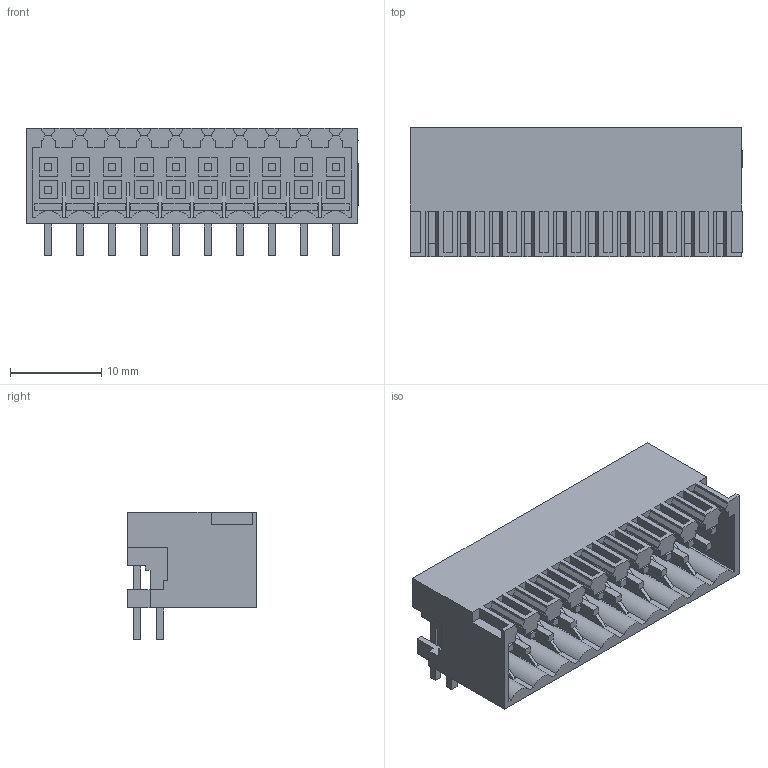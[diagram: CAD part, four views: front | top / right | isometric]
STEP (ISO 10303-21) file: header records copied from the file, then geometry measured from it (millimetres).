
FILE_DESCRIPTION(('CATIA V5 STEP Exchange','CAx-IF Rec.Pracs.--- Model Styling and Organization---1.4--- 2014-01-23'),'2;1');
FILE_NAME ('D1455066_0_1728060000_1728060000.stp','2019-02-21T15:25:42+00:00',('none'),('Weidmueller'),'CATIA Version 5-6 Release 2016 SP3 HF44','CATIA V5 STEP AP214','none');
FILE_SCHEMA(('AUTOMOTIVE_DESIGN { 1 0 10303 214 1 1 1 1 }'));
Length unit declared in the file: millimetre
Products named in the file (1): 1728060000
Bounding box: 36.4 x 14.2 x 14 mm (x, y, z)
Volume: 2501.1 mm3; surface area: 5442.4 mm2
Topology: 1 solids, 1 shells, 940 faces, 2788 edges, 1909 vertices
Faces by surface type: plane 920, cylinder 20
Entity records: 29770 total; most frequent: ORIENTED_EDGE 5576, CARTESIAN_POINT 5241, DIRECTION 3874, EDGE_CURVE 2788, VECTOR 2728, LINE 2728, VERTEX_POINT 1909, EDGE_LOOP 999
